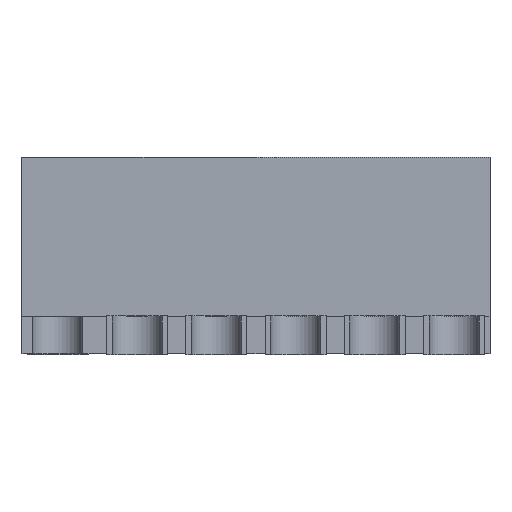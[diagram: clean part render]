
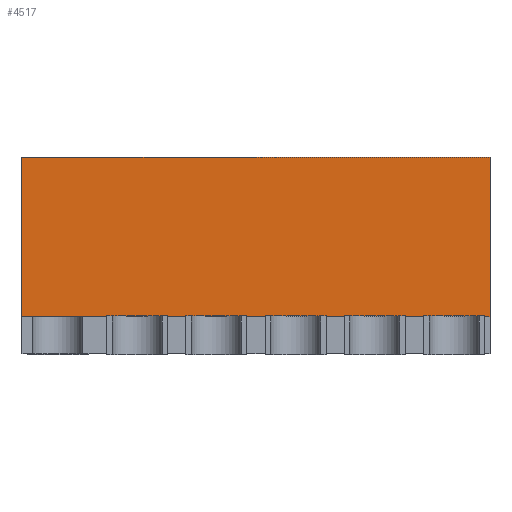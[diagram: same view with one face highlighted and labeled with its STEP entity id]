
A CAD part, front view. The second image highlights one B-rep face of the part: STEP entity #4517.
In plain terms, the highlighted planar face has unit normal (0, -1, 0).
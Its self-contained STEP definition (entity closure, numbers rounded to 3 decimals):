
#303=FACE_OUTER_BOUND('',#564,.T.);
#564=EDGE_LOOP('',(#3781,#3782,#3783,#3784));
#1124=LINE('',#7179,#1672);
#1128=LINE('',#7188,#1676);
#1131=LINE('',#7193,#1679);
#1132=LINE('',#7195,#1680);
#1672=VECTOR('',#5898,10.);
#1676=VECTOR('',#5906,10.);
#1679=VECTOR('',#5911,10.);
#1680=VECTOR('',#5914,10.);
#2130=VERTEX_POINT('',#7173);
#2132=VERTEX_POINT('',#7177);
#2135=VERTEX_POINT('',#7187);
#2136=VERTEX_POINT('',#7191);
#2708=EDGE_CURVE('',#2130,#2132,#1124,.T.);
#2712=EDGE_CURVE('',#2130,#2135,#1128,.T.);
#2715=EDGE_CURVE('',#2132,#2136,#1131,.T.);
#2716=EDGE_CURVE('',#2135,#2136,#1132,.T.);
#3781=ORIENTED_EDGE('',*,*,#2708,.T.);
#3782=ORIENTED_EDGE('',*,*,#2715,.T.);
#3783=ORIENTED_EDGE('',*,*,#2716,.F.);
#3784=ORIENTED_EDGE('',*,*,#2712,.F.);
#4258=PLANE('',#4885);
#4517=ADVANCED_FACE('',(#303),#4258,.T.);
#4885=AXIS2_PLACEMENT_3D('',#7194,#5912,#5913);
#5898=DIRECTION('',(1.,0.,0.));
#5906=DIRECTION('',(0.,0.,1.));
#5911=DIRECTION('',(0.,0.,1.));
#5912=DIRECTION('center_axis',(0.,-1.,0.));
#5913=DIRECTION('ref_axis',(1.,0.,0.));
#5914=DIRECTION('',(1.,0.,0.));
#7173=CARTESIAN_POINT('',(-3.75,-5.,0.6));
#7177=CARTESIAN_POINT('',(3.75,-5.,0.6));
#7179=CARTESIAN_POINT('',(-1.875,-5.,0.6));
#7187=CARTESIAN_POINT('',(-3.75,-5.,3.15));
#7188=CARTESIAN_POINT('',(-3.75,-5.,0.));
#7191=CARTESIAN_POINT('',(3.75,-5.,3.15));
#7193=CARTESIAN_POINT('',(3.75,-5.,0.));
#7194=CARTESIAN_POINT('Origin',(-3.75,-5.,0.));
#7195=CARTESIAN_POINT('',(-3.75,-5.,3.15));
